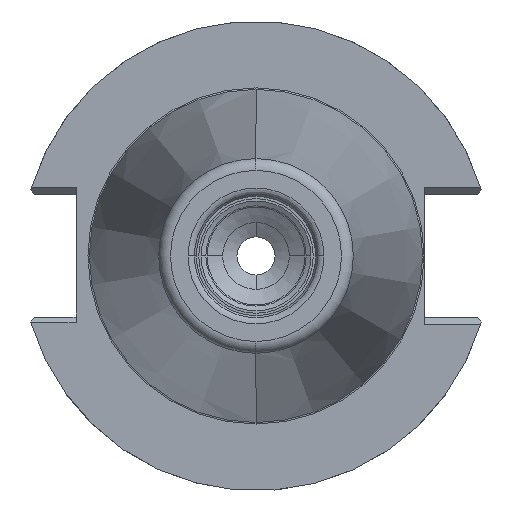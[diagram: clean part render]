
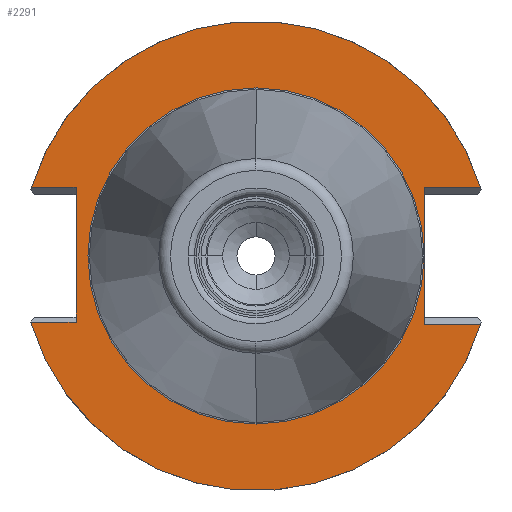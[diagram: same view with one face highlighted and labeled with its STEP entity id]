
A CAD part, left-side view. The second image highlights one B-rep face of the part: STEP entity #2291.
In plain terms, the highlighted planar face has unit normal (-1, 0, 0).
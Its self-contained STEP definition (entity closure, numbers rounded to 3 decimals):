
#596=CARTESIAN_POINT('',(3.15,0.,0.));
#597=DIRECTION('',(1.,0.,0.));
#598=DIRECTION('',(0.,0.,1.));
#599=AXIS2_PLACEMENT_3D('',#596,#597,#598);
#601=CARTESIAN_POINT('',(3.15,0.,0.));
#602=DIRECTION('',(1.,0.,0.));
#603=DIRECTION('',(0.,0.,-1.));
#604=AXIS2_PLACEMENT_3D('',#601,#602,#603);
#606=DIRECTION('',(0.,1.,0.));
#607=VECTOR('',#606,9.478);
#608=CARTESIAN_POINT('',(3.15,37.719,-13.85));
#609=LINE('',#608,#607);
#610=DIRECTION('',(0.,-1.,0.));
#611=VECTOR('',#610,9.355);
#612=CARTESIAN_POINT('',(3.15,47.074,14.35));
#613=LINE('',#612,#611);
#614=DIRECTION('',(0.,-1.,0.));
#615=VECTOR('',#614,11.768);
#616=CARTESIAN_POINT('',(3.15,-35.306,14.35));
#617=LINE('',#616,#615);
#618=DIRECTION('',(0.,1.,0.));
#619=VECTOR('',#618,11.768);
#620=CARTESIAN_POINT('',(3.15,-47.074,-14.35));
#621=LINE('',#620,#619);
#622=DIRECTION('',(0.,0.599,-0.801));
#623=VECTOR('',#622,0.032);
#624=CARTESIAN_POINT('',(3.15,47.197,-13.85));
#625=LINE('',#624,#623);
#668=DIRECTION('',(0.,0.,-1.));
#669=VECTOR('',#668,28.2);
#670=CARTESIAN_POINT('',(3.15,37.719,14.35));
#671=LINE('',#670,#669);
#822=CARTESIAN_POINT('',(3.15,0.,0.));
#823=DIRECTION('',(-1.,0.,0.));
#824=DIRECTION('',(0.,-0.957,0.292));
#825=AXIS2_PLACEMENT_3D('',#822,#823,#824);
#840=CARTESIAN_POINT('',(3.15,0.,0.));
#841=DIRECTION('',(-1.,0.,0.));
#842=DIRECTION('',(0.,0.959,-0.282));
#843=AXIS2_PLACEMENT_3D('',#840,#841,#842);
#949=DIRECTION('',(0.,0.,1.));
#950=VECTOR('',#949,28.7);
#951=CARTESIAN_POINT('',(3.15,-35.306,-14.35));
#952=LINE('',#951,#950);
#1087=CARTESIAN_POINT('',(3.15,47.216,-13.876));
#1089=VERTEX_POINT('',#1087);
#1159=CARTESIAN_POINT('',(3.15,0.,35.225));
#1160=CARTESIAN_POINT('',(3.15,0.,-35.225));
#1161=VERTEX_POINT('',#1159);
#1162=VERTEX_POINT('',#1160);
#1187=CARTESIAN_POINT('',(3.15,37.719,-13.85));
#1188=CARTESIAN_POINT('',(3.15,47.197,-13.85));
#1189=VERTEX_POINT('',#1187);
#1190=VERTEX_POINT('',#1188);
#1201=CARTESIAN_POINT('',(3.15,47.074,14.35));
#1202=CARTESIAN_POINT('',(3.15,37.719,14.35));
#1203=VERTEX_POINT('',#1201);
#1204=VERTEX_POINT('',#1202);
#1211=CARTESIAN_POINT('',(3.15,-47.074,-14.35));
#1212=CARTESIAN_POINT('',(3.15,-35.306,-14.35));
#1213=VERTEX_POINT('',#1211);
#1214=VERTEX_POINT('',#1212);
#1221=CARTESIAN_POINT('',(3.15,-35.306,14.35));
#1222=CARTESIAN_POINT('',(3.15,-47.074,14.35));
#1223=VERTEX_POINT('',#1221);
#1224=VERTEX_POINT('',#1222);
#2261=CARTESIAN_POINT('',(3.15,0.,0.));
#2262=DIRECTION('',(1.,0.,0.));
#2263=DIRECTION('',(0.,0.,1.));
#2264=AXIS2_PLACEMENT_3D('',#2261,#2262,#2263);
#2265=PLANE('',#2264);
#2266=ORIENTED_EDGE('',*,*,#2251,.F.);
#2268=ORIENTED_EDGE('',*,*,#2267,.F.);
#2270=ORIENTED_EDGE('',*,*,#2269,.F.);
#2272=ORIENTED_EDGE('',*,*,#2271,.F.);
#2274=ORIENTED_EDGE('',*,*,#2273,.F.);
#2276=ORIENTED_EDGE('',*,*,#2275,.F.);
#2278=ORIENTED_EDGE('',*,*,#2277,.F.);
#2280=ORIENTED_EDGE('',*,*,#2279,.F.);
#2282=ORIENTED_EDGE('',*,*,#2281,.F.);
#2283=EDGE_LOOP('',(#2266,#2268,#2270,#2272,#2274,#2276,#2278,#2280,#2282));
#2284=FACE_OUTER_BOUND('',#2283,.F.);
#2286=ORIENTED_EDGE('',*,*,#2285,.F.);
#2288=ORIENTED_EDGE('',*,*,#2287,.F.);
#2289=EDGE_LOOP('',(#2286,#2288));
#2290=FACE_BOUND('',#2289,.F.);
#2291=ADVANCED_FACE('',(#2284,#2290),#2265,.F.);
#600=CIRCLE('',#599,35.225);
#605=CIRCLE('',#604,35.225);
#826=CIRCLE('',#825,49.213);
#844=CIRCLE('',#843,49.213);
#2251=EDGE_CURVE('',#1189,#1190,#609,.T.);
#2267=EDGE_CURVE('',#1204,#1189,#671,.T.);
#2269=EDGE_CURVE('',#1203,#1204,#613,.T.);
#2271=EDGE_CURVE('',#1224,#1203,#826,.T.);
#2273=EDGE_CURVE('',#1223,#1224,#617,.T.);
#2275=EDGE_CURVE('',#1214,#1223,#952,.T.);
#2277=EDGE_CURVE('',#1213,#1214,#621,.T.);
#2279=EDGE_CURVE('',#1089,#1213,#844,.T.);
#2281=EDGE_CURVE('',#1190,#1089,#625,.T.);
#2285=EDGE_CURVE('',#1161,#1162,#600,.T.);
#2287=EDGE_CURVE('',#1162,#1161,#605,.T.);
